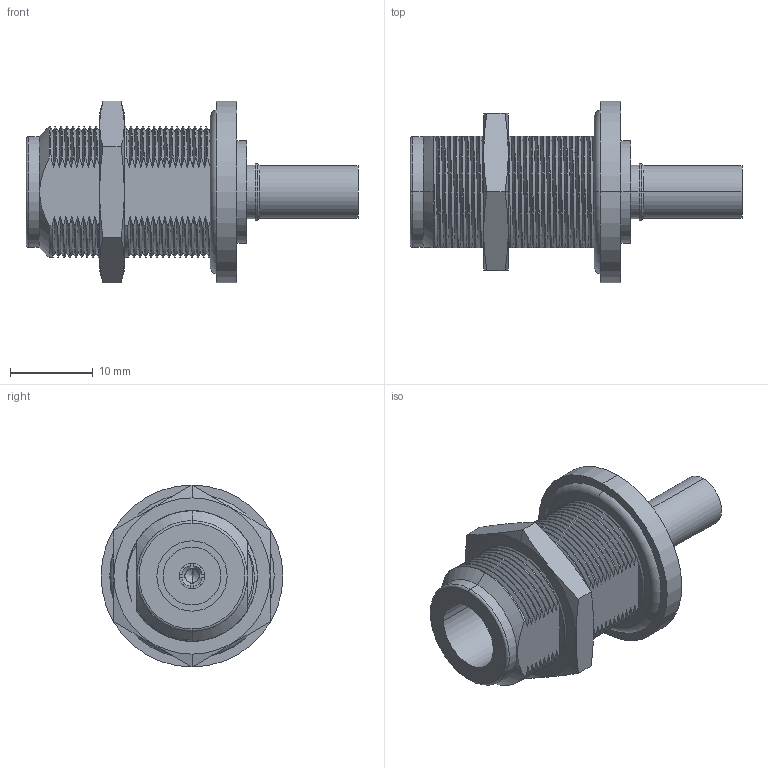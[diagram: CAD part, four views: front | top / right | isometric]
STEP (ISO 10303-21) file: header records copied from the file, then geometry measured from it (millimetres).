
FILE_DESCRIPTION((''),'2;1');
FILE_NAME('1','2021-08-14T',('1111'),(''),'PRO/ENGINEER BY PARAMETRIC TECHNOLOGY CORPORATION, 2012090','PRO/ENGINEER BY PARAMETRIC TECHNOLOGY CORPORATION, 2012090','');
FILE_SCHEMA(('CONFIG_CONTROL_DESIGN'));
Length unit declared in the file: millimetre
Products named in the file (1): 1
Bounding box: 40.16 x 22 x 22 mm (x, y, z)
Volume: 5153.7 mm3; surface area: 3929.2 mm2
Topology: 1 solids, 1 shells, 243 faces, 662 edges, 432 vertices
Faces by surface type: bspline 106, cylinder 72, plane 45, cone 16, torus 4
Entity records: 32637 total; most frequent: CARTESIAN_POINT 27441, ORIENTED_EDGE 1320, EDGE_CURVE 660, DIRECTION 655, VERTEX_POINT 432, B_SPLINE_CURVE_WITH_KNOTS 372, EDGE_LOOP 256, FACE_OUTER_BOUND 243
